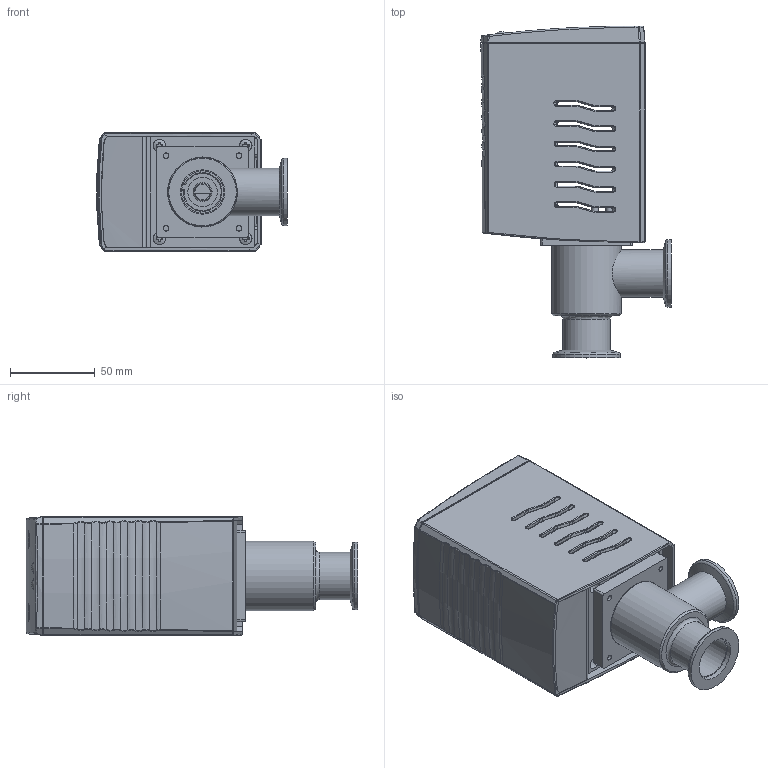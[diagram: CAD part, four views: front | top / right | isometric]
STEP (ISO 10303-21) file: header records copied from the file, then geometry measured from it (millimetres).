
FILE_DESCRIPTION((''),'2;1');
FILE_NAME('MPFA44536.stp','2008-07-04T14:31:37',('KPE'),(''),'Autodesk Inventor 2009','Autodesk Inventor 2009','');
FILE_SCHEMA(('AUTOMOTIVE_DESIGN { 1 0 10303 214 1 1 1 1 }'));
Length unit declared in the file: millimetre
Products named in the file (14): MPFA44536; Bauteil14_1; Bauteil14_2; Bauteil14_3; Bauteil14_4; Bauteil14_5; Bauteil14_6; Bauteil14_7; Bauteil14_8; Bauteil14_9; Bauteil14_10; Bauteil14_11; Bauteil14_12; Bauteil14_13
Assembly tree (13 placements, depth 2):
  MPFA44536
    Bauteil14_1
    Bauteil14_2
    Bauteil14_3
    Bauteil14_4
    Bauteil14_5
    Bauteil14_6
    Bauteil14_7
    Bauteil14_8
    Bauteil14_9
    Bauteil14_10
    Bauteil14_11
    Bauteil14_12
    Bauteil14_13
Bounding box: 112.53 x 196.35 x 70 mm (x, y, z)
Volume: 226511.5 mm3; surface area: 192510.4 mm2
Topology: 13 solids, 13 shells, 1957 faces, 4933 edges, 3087 vertices
Faces by surface type: plane 752, cylinder 468, bspline 360, cone 209, torus 148, sphere 20
Full cylindrical faces by diameter (mm): 3.242 x4, 4 x11, 4.2 x8, 4.5 x3, 5 x4, 7 x8, 7.5 x6, 8 x3, 8.5 x4, 9 x1, 11.2 x1, 17.5 x1, 25 x2, 26 x1, 26.3 x2, 28 x2, 36.5 x1, 40 x2, 41.1 x1, 41.45 x1, 41.85 x1, 44.8 x1
Entity records: 82284 total; most frequent: CARTESIAN_POINT 36992, ORIENTED_EDGE 9364, DIRECTION 9293, EDGE_CURVE 4682, AXIS2_PLACEMENT_3D 3588, VERTEX_POINT 3036, EDGE_LOOP 2318, VECTOR 2117
